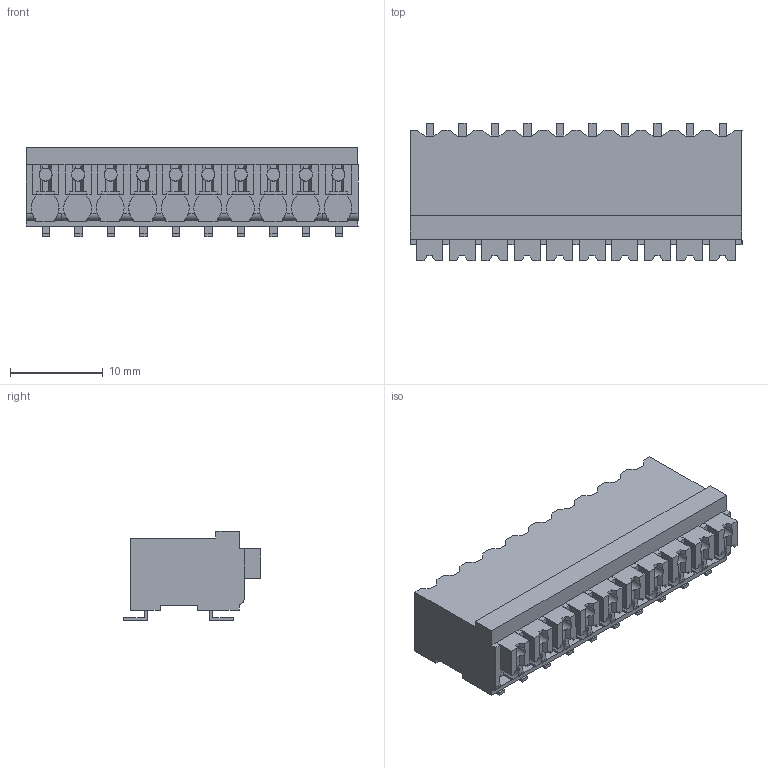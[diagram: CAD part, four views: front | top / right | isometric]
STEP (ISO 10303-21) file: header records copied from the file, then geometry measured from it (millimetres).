
FILE_DESCRIPTION(('CATIA V5 STEP Exchange','CAx-IF Rec.Pracs.--- Model Styling and Organization---1.2---2011-12-15'),'2;1');
FILE_NAME ('D1452220_0_1473590000_1473590000.stp','2018-03-24T15:50:49+00:00',('none'),('Weidmueller'),'CATIA Version 5-6 Release 2014','CATIA V5 STEP AP214','none');
FILE_SCHEMA(('AUTOMOTIVE_DESIGN { 1 0 10303 214 1 1 1 1 }'));
Length unit declared in the file: millimetre
Products named in the file (1): 1473590000
Bounding box: 35.7 x 14.75 x 9.65 mm (x, y, z)
Volume: 2888 mm3; surface area: 3138.7 mm2
Topology: 31 solids, 31 shells, 718 faces, 2064 edges, 1398 vertices
Faces by surface type: plane 665, cylinder 53
Entity records: 21362 total; most frequent: CARTESIAN_POINT 4301, ORIENTED_EDGE 4128, DIRECTION 2550, EDGE_CURVE 2064, VECTOR 1860, LINE 1860, VERTEX_POINT 1398, EDGE_LOOP 728
